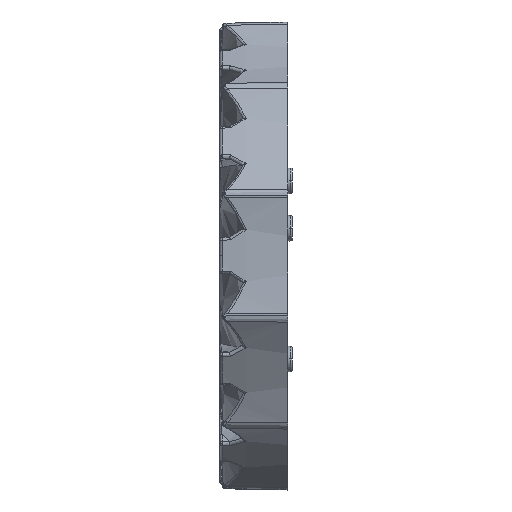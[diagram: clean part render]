
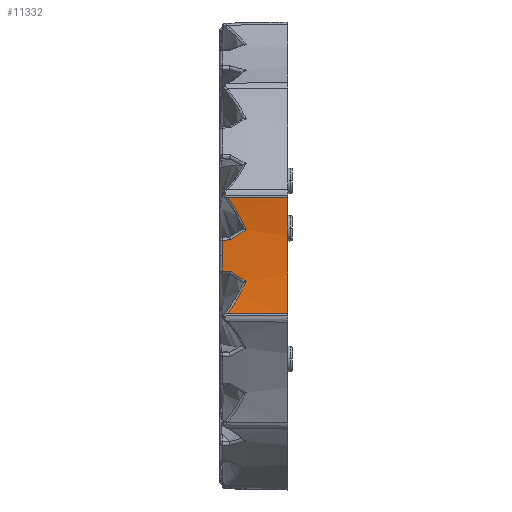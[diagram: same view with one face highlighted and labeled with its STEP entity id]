
A CAD part, top view. The second image highlights one B-rep face of the part: STEP entity #11332.
In plain terms, the highlighted conical face has half-angle 1 degrees and reference radius 111.317 mm.
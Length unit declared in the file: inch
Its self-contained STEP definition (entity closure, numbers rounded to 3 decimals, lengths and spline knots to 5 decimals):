
#2183 = FACE_OUTER_BOUND ( 'NONE', #30715, .T. ) ;
#2186 = CONICAL_SURFACE ( 'NONE', #7241, 4.38258, 0.017 ) ;
#4159 = CIRCLE ( 'NONE', #6621, 4.38258 ) ;
#4298 = LINE ( 'NONE', #22420, #4301 ) ;
#4301 = VECTOR ( 'NONE', #22359, 39.37008 ) ;
#4342 = CIRCLE ( 'NONE', #6719, 4.39601 ) ;
#6260 = AXIS2_PLACEMENT_3D ( 'NONE', #16832, #16831, #16830 ) ;
#6621 = AXIS2_PLACEMENT_3D ( 'NONE', #22935, #23144, #22905 ) ;
#6719 = AXIS2_PLACEMENT_3D ( 'NONE', #22400, #22398, #22396 ) ;
#7241 = AXIS2_PLACEMENT_3D ( 'NONE', #47087, #47088, #47090 ) ;
#7360 = VERTEX_POINT ( 'NONE', #31264 ) ;
#7362 = VERTEX_POINT ( 'NONE', #31262 ) ;
#7873 = VECTOR ( 'NONE', #16816, 39.37008 ) ;
#7912 = LINE ( 'NONE', #16817, #7873 ) ;
#7914 = CIRCLE ( 'NONE', #6260, 4.39601 ) ;
#8216 = EDGE_CURVE ( 'NONE', #36087, #35967, #28449, .T. ) ;
#8217 = EDGE_CURVE ( 'NONE', #34757, #36104, #28451, .T. ) ;
#8218 = EDGE_CURVE ( 'NONE', #35967, #34757, #28452, .T. ) ;
#8219 = EDGE_CURVE ( 'NONE', #36104, #28374, #7914, .T. ) ;
#8220 = EDGE_CURVE ( 'NONE', #39660, #7362, #28453, .T. ) ;
#8221 = EDGE_CURVE ( 'NONE', #28402, #38775, #28454, .T. ) ;
#8222 = EDGE_CURVE ( 'NONE', #26763, #36087, #7912, .T. ) ;
#8223 = EDGE_CURVE ( 'NONE', #38775, #39660, #28456, .T. ) ;
#9060 = EDGE_CURVE ( 'NONE', #7360, #26763, #4159, .T. ) ;
#9271 = EDGE_CURVE ( 'NONE', #7362, #7360, #4298, .T. ) ;
#9323 = EDGE_CURVE ( 'NONE', #28374, #28402, #4342, .T. ) ;
#11332 = ADVANCED_FACE ( 'NONE', ( #2183 ), #2186, .F. ) ;
#12697 = CARTESIAN_POINT ( 'NONE',  ( 0.30901, -0.30436, 2.6919 ) ) ;
#12698 = CARTESIAN_POINT ( 'NONE',  ( 0.24932, -0.26183, 2.6879 ) ) ;
#16221 = CARTESIAN_POINT ( 'NONE',  ( 0.12476, -0.18437, 2.682 ) ) ;
#16463 = CARTESIAN_POINT ( 'NONE',  ( 0.30901, -0.30436, 2.6919 ) ) ;
#16812 = CARTESIAN_POINT ( 'NONE',  ( 0.1877, -0.22203, 2.68468 ) ) ;
#16816 = DIRECTION ( 'NONE',  ( -1., 0.003, -0.017 ) ) ;
#16817 = CARTESIAN_POINT ( 'NONE',  ( 0.8, 0.68254, 2.74339 ) ) ;
#16818 = CARTESIAN_POINT ( 'NONE',  ( 0.12476, -0.18437, 2.682 ) ) ;
#16819 = CARTESIAN_POINT ( 'NONE',  ( 0.11259, -0.18402, 2.68177 ) ) ;
#16820 = CARTESIAN_POINT ( 'NONE',  ( 0.10042, -0.18367, 2.68154 ) ) ;
#16821 = CARTESIAN_POINT ( 'NONE',  ( 0.08825, -0.18332, 2.68131 ) ) ;
#16822 = CARTESIAN_POINT ( 'NONE',  ( 0.06906, -0.18277, 2.68096 ) ) ;
#16823 = CARTESIAN_POINT ( 'NONE',  ( 0.04988, -0.18222, 2.6806 ) ) ;
#16824 = CARTESIAN_POINT ( 'NONE',  ( 0.09094, -0.68446, 2.73116 ) ) ;
#16825 = CARTESIAN_POINT ( 'NONE',  ( 0.13523, -0.62587, 2.72271 ) ) ;
#16826 = CARTESIAN_POINT ( 'NONE',  ( 0.17531, -0.56478, 2.71499 ) ) ;
#16827 = CARTESIAN_POINT ( 'NONE',  ( 0.2477, -0.43793, 2.70169 ) ) ;
#16828 = CARTESIAN_POINT ( 'NONE',  ( 0.28004, -0.37218, 2.69611 ) ) ;
#16829 = CARTESIAN_POINT ( 'NONE',  ( 0.12476, -0.18437, 2.682 ) ) ;
#16830 = DIRECTION ( 'NONE',  ( 0., 0., 1. ) ) ;
#16831 = DIRECTION ( 'NONE',  ( -1., 0., 0. ) ) ;
#16832 = CARTESIAN_POINT ( 'NONE',  ( 0.0307, 0., 7.07249 ) ) ;
#16833 = CARTESIAN_POINT ( 'NONE',  ( 0.12476, 0.18437, 2.682 ) ) ;
#16834 = CARTESIAN_POINT ( 'NONE',  ( 0.1877, 0.22203, 2.68468 ) ) ;
#16835 = CARTESIAN_POINT ( 'NONE',  ( 0.24932, 0.26183, 2.6879 ) ) ;
#16836 = CARTESIAN_POINT ( 'NONE',  ( 0.0307, -0.18167, 2.68024 ) ) ;
#16837 = CARTESIAN_POINT ( 'NONE',  ( 0.30901, -0.30436, 2.6919 ) ) ;
#16838 = CARTESIAN_POINT ( 'NONE',  ( 0.0307, 0.18167, 2.68024 ) ) ;
#16839 = CARTESIAN_POINT ( 'NONE',  ( 0.04988, 0.18222, 2.6806 ) ) ;
#16840 = CARTESIAN_POINT ( 'NONE',  ( 0.06906, 0.18277, 2.68096 ) ) ;
#16841 = CARTESIAN_POINT ( 'NONE',  ( 0.08825, 0.18332, 2.68131 ) ) ;
#16842 = CARTESIAN_POINT ( 'NONE',  ( 0.10042, 0.18367, 2.68154 ) ) ;
#16843 = CARTESIAN_POINT ( 'NONE',  ( 0.11259, 0.18402, 2.68177 ) ) ;
#16844 = CARTESIAN_POINT ( 'NONE',  ( 0.30901, 0.30436, 2.6919 ) ) ;
#16845 = CARTESIAN_POINT ( 'NONE',  ( 0.28004, 0.37218, 2.69611 ) ) ;
#16846 = CARTESIAN_POINT ( 'NONE',  ( 0.2477, 0.43793, 2.70169 ) ) ;
#16847 = CARTESIAN_POINT ( 'NONE',  ( 0.17531, 0.56478, 2.71499 ) ) ;
#16848 = CARTESIAN_POINT ( 'NONE',  ( 0.13523, 0.62587, 2.72271 ) ) ;
#16849 = CARTESIAN_POINT ( 'NONE',  ( 0.30901, 0.30436, 2.6919 ) ) ;
#16850 = CARTESIAN_POINT ( 'NONE',  ( 0.12476, 0.18437, 2.682 ) ) ;
#16854 = CARTESIAN_POINT ( 'NONE',  ( 0.09094, 0.68446, 2.73116 ) ) ;
#18272 = CARTESIAN_POINT ( 'NONE',  ( 0.12476, 0.18437, 2.682 ) ) ;
#22359 = DIRECTION ( 'NONE',  ( 1., 0.003, 0.017 ) ) ;
#22396 = DIRECTION ( 'NONE',  ( 0., 0., 1. ) ) ;
#22398 = DIRECTION ( 'NONE',  ( -1., 0., 0. ) ) ;
#22400 = CARTESIAN_POINT ( 'NONE',  ( 0.0307, 0., 7.07249 ) ) ;
#22420 = CARTESIAN_POINT ( 'NONE',  ( 0.8, -0.68254, 2.74339 ) ) ;
#22905 = DIRECTION ( 'NONE',  ( 0., 0., 1. ) ) ;
#22935 = CARTESIAN_POINT ( 'NONE',  ( 0.8, 0., 7.07249 ) ) ;
#23144 = DIRECTION ( 'NONE',  ( 1., 0., 0. ) ) ;
#26763 = VERTEX_POINT ( 'NONE', #29558 ) ;
#28374 = VERTEX_POINT ( 'NONE', #30118 ) ;
#28402 = VERTEX_POINT ( 'NONE', #30153 ) ;
#28449 = B_SPLINE_CURVE_WITH_KNOTS ( 'NONE', 3,
 ( #16854, #16848, #16847, #16846, #16845, #16844 ),
 .UNSPECIFIED., .F., .F.,
 ( 4, 2, 4 ),
 ( 0., 0.00559, 0.01118 ),
 .UNSPECIFIED. ) ;
#28451 = B_SPLINE_CURVE_WITH_KNOTS ( 'NONE', 3,
 ( #16850, #16843, #16842, #16841, #16840, #16839, #16838 ),
 .UNSPECIFIED., .F., .F.,
 ( 4, 3, 4 ),
 ( 0., 0.00093, 0.00239 ),
 .UNSPECIFIED. ) ;
#28452 = B_SPLINE_CURVE_WITH_KNOTS ( 'NONE', 3,
 ( #16849, #16835, #16834, #16833 ),
 .UNSPECIFIED., .F., .F.,
 ( 4, 4 ),
 ( 0., 0.00559 ),
 .UNSPECIFIED. ) ;
#28453 = B_SPLINE_CURVE_WITH_KNOTS ( 'NONE', 3,
 ( #16837, #16828, #16827, #16826, #16825, #16824 ),
 .UNSPECIFIED., .F., .F.,
 ( 4, 2, 4 ),
 ( 0., 0.00559, 0.01118 ),
 .UNSPECIFIED. ) ;
#28454 = B_SPLINE_CURVE_WITH_KNOTS ( 'NONE', 3,
 ( #16836, #16823, #16822, #16821, #16820, #16819, #16818 ),
 .UNSPECIFIED., .F., .F.,
 ( 4, 3, 4 ),
 ( 0., 0.00146, 0.00239 ),
 .UNSPECIFIED. ) ;
#28456 = B_SPLINE_CURVE_WITH_KNOTS ( 'NONE', 3,
 ( #16829, #16812, #12698, #12697 ),
 .UNSPECIFIED., .F., .F.,
 ( 4, 4 ),
 ( 0., 0.00559 ),
 .UNSPECIFIED. ) ;
#29558 = CARTESIAN_POINT ( 'NONE',  ( 0.8, 0.68254, 2.74339 ) ) ;
#30118 = CARTESIAN_POINT ( 'NONE',  ( 0.0307, 0., 2.67648 ) ) ;
#30153 = CARTESIAN_POINT ( 'NONE',  ( 0.0307, -0.18167, 2.68024 ) ) ;
#30715 = EDGE_LOOP ( 'NONE', ( #43266, #43268, #43270, #43272, #43274, #43276, #43278, #43280, #43282, #43284, #43286 ) ) ;
#31262 = CARTESIAN_POINT ( 'NONE',  ( 0.09094, -0.68446, 2.73116 ) ) ;
#31264 = CARTESIAN_POINT ( 'NONE',  ( 0.8, -0.68254, 2.74339 ) ) ;
#31859 = CARTESIAN_POINT ( 'NONE',  ( 0.30901, 0.30436, 2.6919 ) ) ;
#31874 = CARTESIAN_POINT ( 'NONE',  ( 0.09094, 0.68446, 2.73116 ) ) ;
#31878 = CARTESIAN_POINT ( 'NONE',  ( 0.0307, 0.18167, 2.68024 ) ) ;
#34757 = VERTEX_POINT ( 'NONE', #18272 ) ;
#35967 = VERTEX_POINT ( 'NONE', #31859 ) ;
#36087 = VERTEX_POINT ( 'NONE', #31874 ) ;
#36104 = VERTEX_POINT ( 'NONE', #31878 ) ;
#38775 = VERTEX_POINT ( 'NONE', #16221 ) ;
#39660 = VERTEX_POINT ( 'NONE', #16463 ) ;
#43266 = ORIENTED_EDGE ( 'NONE', *, *, #8219, .T. ) ;
#43268 = ORIENTED_EDGE ( 'NONE', *, *, #9323, .T. ) ;
#43270 = ORIENTED_EDGE ( 'NONE', *, *, #8221, .T. ) ;
#43272 = ORIENTED_EDGE ( 'NONE', *, *, #8223, .T. ) ;
#43274 = ORIENTED_EDGE ( 'NONE', *, *, #8220, .T. ) ;
#43276 = ORIENTED_EDGE ( 'NONE', *, *, #9271, .T. ) ;
#43278 = ORIENTED_EDGE ( 'NONE', *, *, #9060, .T. ) ;
#43280 = ORIENTED_EDGE ( 'NONE', *, *, #8222, .T. ) ;
#43282 = ORIENTED_EDGE ( 'NONE', *, *, #8216, .T. ) ;
#43284 = ORIENTED_EDGE ( 'NONE', *, *, #8218, .T. ) ;
#43286 = ORIENTED_EDGE ( 'NONE', *, *, #8217, .T. ) ;
#47087 = CARTESIAN_POINT ( 'NONE',  ( 0.8, 0., 7.07249 ) ) ;
#47088 = DIRECTION ( 'NONE',  ( -1., 0., 0. ) ) ;
#47090 = DIRECTION ( 'NONE',  ( 0., 0., 1. ) ) ;
